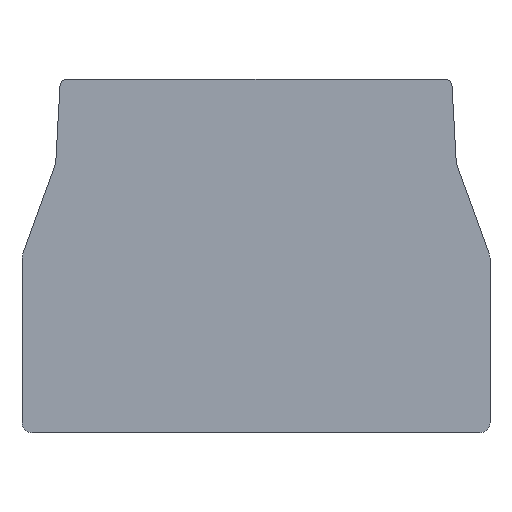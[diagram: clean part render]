
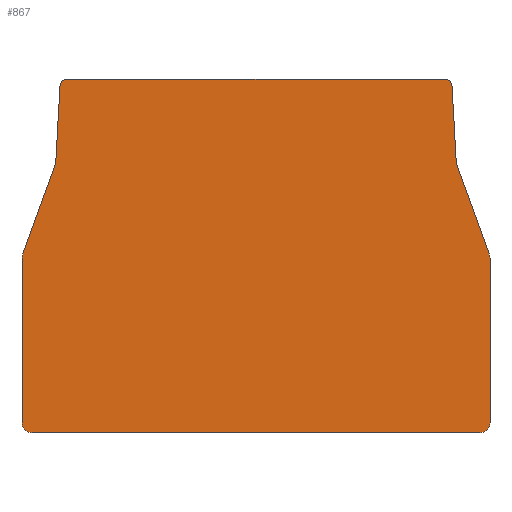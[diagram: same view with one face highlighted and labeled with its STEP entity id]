
A CAD part, top view. The second image highlights one B-rep face of the part: STEP entity #867.
In plain terms, the highlighted planar face has unit normal (0, 0, 1).
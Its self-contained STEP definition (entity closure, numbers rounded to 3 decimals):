
#230=DIRECTION('',(0.,1.,0.));
#231=VECTOR('',#230,24.41);
#232=CARTESIAN_POINT('',(-34.75,1.5,1.5));
#233=LINE('',#232,#231);
#356=CARTESIAN_POINT('',(-33.25,1.5,1.5));
#357=DIRECTION('',(0.,0.,1.));
#358=DIRECTION('',(-1.,0.,0.));
#359=AXIS2_PLACEMENT_3D('',#356,#357,#358);
#364=CARTESIAN_POINT('',(-32.75,25.91,1.5));
#365=DIRECTION('',(0.,0.,1.));
#366=DIRECTION('',(-0.94,0.342,0.));
#367=AXIS2_PLACEMENT_3D('',#364,#365,#366);
#372=DIRECTION('',(-0.342,-0.94,0.));
#373=VECTOR('',#372,14.266);
#374=CARTESIAN_POINT('',(-29.75,40.,1.5));
#375=LINE('',#374,#373);
#379=DIRECTION('',(-0.056,-0.998,0.));
#380=VECTOR('',#379,11.574);
#381=CARTESIAN_POINT('',(-29.103,51.556,1.5));
#382=LINE('',#381,#380);
#386=CARTESIAN_POINT('',(-28.104,51.5,1.5));
#387=DIRECTION('',(0.,0.,1.));
#388=DIRECTION('',(0.,1.,0.));
#389=AXIS2_PLACEMENT_3D('',#386,#387,#388);
#394=DIRECTION('',(-1.,0.,0.));
#395=VECTOR('',#394,56.209);
#396=CARTESIAN_POINT('',(28.104,52.5,1.5));
#397=LINE('',#396,#395);
#401=CARTESIAN_POINT('',(28.104,51.5,1.5));
#402=DIRECTION('',(0.,0.,1.));
#403=DIRECTION('',(0.998,0.056,0.));
#404=AXIS2_PLACEMENT_3D('',#401,#402,#403);
#409=DIRECTION('',(-0.056,0.998,0.));
#410=VECTOR('',#409,11.574);
#411=CARTESIAN_POINT('',(29.75,40.,1.5));
#412=LINE('',#411,#410);
#416=DIRECTION('',(-0.342,0.94,0.));
#417=VECTOR('',#416,14.266);
#418=CARTESIAN_POINT('',(34.629,26.594,1.5));
#419=LINE('',#418,#417);
#423=CARTESIAN_POINT('',(32.75,25.91,1.5));
#424=DIRECTION('',(0.,0.,1.));
#425=DIRECTION('',(1.,0.,0.));
#426=AXIS2_PLACEMENT_3D('',#423,#424,#425);
#431=DIRECTION('',(0.,1.,0.));
#432=VECTOR('',#431,24.41);
#433=CARTESIAN_POINT('',(34.75,1.5,1.5));
#434=LINE('',#433,#432);
#438=CARTESIAN_POINT('',(33.25,1.5,1.5));
#439=DIRECTION('',(0.,0.,1.));
#440=DIRECTION('',(0.,-1.,0.));
#441=AXIS2_PLACEMENT_3D('',#438,#439,#440);
#446=DIRECTION('',(1.,0.,0.));
#447=VECTOR('',#446,66.5);
#448=CARTESIAN_POINT('',(-33.25,0.,1.5));
#449=LINE('',#448,#447);
#481=CARTESIAN_POINT('',(-34.75,1.5,1.5));
#482=CARTESIAN_POINT('',(-34.75,25.91,1.5));
#483=VERTEX_POINT('',#481);
#484=VERTEX_POINT('',#482);
#485=CARTESIAN_POINT('',(-34.629,26.594,1.5));
#486=VERTEX_POINT('',#485);
#487=CARTESIAN_POINT('',(-29.75,40.,1.5));
#488=VERTEX_POINT('',#487);
#489=CARTESIAN_POINT('',(-29.103,51.556,1.5));
#490=VERTEX_POINT('',#489);
#491=CARTESIAN_POINT('',(-28.104,52.5,1.5));
#492=VERTEX_POINT('',#491);
#493=CARTESIAN_POINT('',(28.104,52.5,1.5));
#494=VERTEX_POINT('',#493);
#495=CARTESIAN_POINT('',(29.103,51.556,1.5));
#496=VERTEX_POINT('',#495);
#497=CARTESIAN_POINT('',(29.75,40.,1.5));
#498=VERTEX_POINT('',#497);
#499=CARTESIAN_POINT('',(34.629,26.594,1.5));
#500=VERTEX_POINT('',#499);
#501=CARTESIAN_POINT('',(34.75,25.91,1.5));
#502=VERTEX_POINT('',#501);
#503=CARTESIAN_POINT('',(34.75,1.5,1.5));
#504=VERTEX_POINT('',#503);
#505=CARTESIAN_POINT('',(33.25,0.,1.5));
#506=VERTEX_POINT('',#505);
#507=CARTESIAN_POINT('',(-33.25,0.,1.5));
#508=VERTEX_POINT('',#507);
#846=CARTESIAN_POINT('',(0.,13.705,1.5));
#847=DIRECTION('',(0.,0.,1.));
#848=DIRECTION('',(1.,0.,0.));
#849=AXIS2_PLACEMENT_3D('',#846,#847,#848);
#850=PLANE('',#849);
#851=ORIENTED_EDGE('',*,*,#833,.F.);
#852=ORIENTED_EDGE('',*,*,#560,.T.);
#853=ORIENTED_EDGE('',*,*,#582,.F.);
#854=ORIENTED_EDGE('',*,*,#603,.F.);
#855=ORIENTED_EDGE('',*,*,#624,.F.);
#856=ORIENTED_EDGE('',*,*,#645,.F.);
#857=ORIENTED_EDGE('',*,*,#666,.F.);
#858=ORIENTED_EDGE('',*,*,#687,.F.);
#859=ORIENTED_EDGE('',*,*,#708,.F.);
#860=ORIENTED_EDGE('',*,*,#729,.F.);
#861=ORIENTED_EDGE('',*,*,#750,.F.);
#862=ORIENTED_EDGE('',*,*,#771,.F.);
#863=ORIENTED_EDGE('',*,*,#792,.F.);
#864=ORIENTED_EDGE('',*,*,#813,.F.);
#865=EDGE_LOOP('',(#851,#852,#853,#854,#855,#856,#857,#858,#859,#860,#861,#862,
#863,#864));
#866=FACE_OUTER_BOUND('',#865,.F.);
#360=CIRCLE('',#359,1.5);
#368=CIRCLE('',#367,2.);
#390=CIRCLE('',#389,1.);
#405=CIRCLE('',#404,1.);
#427=CIRCLE('',#426,2.);
#442=CIRCLE('',#441,1.5);
#560=EDGE_CURVE('',#483,#484,#233,.T.);
#582=EDGE_CURVE('',#486,#484,#368,.T.);
#603=EDGE_CURVE('',#488,#486,#375,.T.);
#624=EDGE_CURVE('',#490,#488,#382,.T.);
#645=EDGE_CURVE('',#492,#490,#390,.T.);
#666=EDGE_CURVE('',#494,#492,#397,.T.);
#687=EDGE_CURVE('',#496,#494,#405,.T.);
#708=EDGE_CURVE('',#498,#496,#412,.T.);
#729=EDGE_CURVE('',#500,#498,#419,.T.);
#750=EDGE_CURVE('',#502,#500,#427,.T.);
#771=EDGE_CURVE('',#504,#502,#434,.T.);
#792=EDGE_CURVE('',#506,#504,#442,.T.);
#813=EDGE_CURVE('',#508,#506,#449,.T.);
#833=EDGE_CURVE('',#483,#508,#360,.T.);
#867=ADVANCED_FACE('',(#866),#850,.T.);
